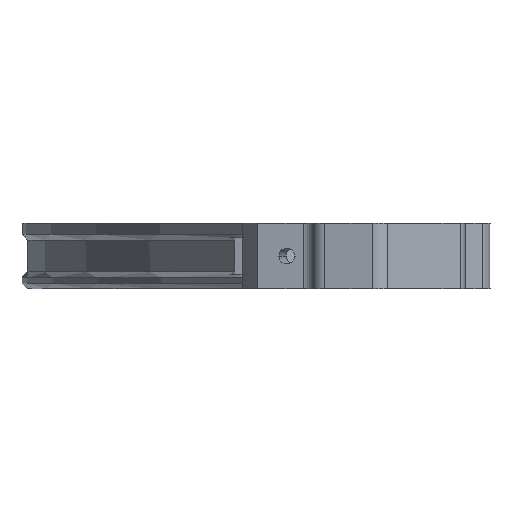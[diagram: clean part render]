
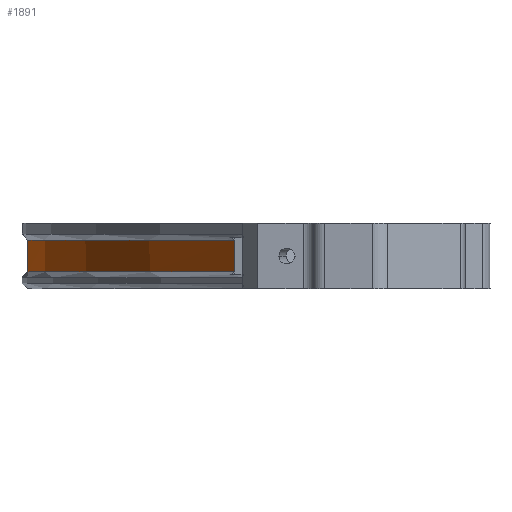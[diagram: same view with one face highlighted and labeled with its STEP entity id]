
A CAD part, front view. The second image highlights one B-rep face of the part: STEP entity #1891.
In plain terms, the highlighted cylindrical face has radius 178.9 mm (diameter 357.8 mm), a partial arc.
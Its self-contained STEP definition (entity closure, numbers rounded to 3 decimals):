
#37 = CARTESIAN_POINT ( 'NONE',  ( -130.741, 118.601, -3.584 ) ) ;
#183 = CARTESIAN_POINT ( 'NONE',  ( 0., -3.513, 4.316 ) ) ;
#271 = ORIENTED_EDGE ( 'NONE', *, *, #2906, .F. ) ;
#291 = ORIENTED_EDGE ( 'NONE', *, *, #1386, .F. ) ;
#322 = FACE_OUTER_BOUND ( 'NONE', #2030, .T. ) ;
#327 = ORIENTED_EDGE ( 'NONE', *, *, #4686, .F. ) ;
#407 = CARTESIAN_POINT ( 'NONE',  ( -130.741, 118.601, 1.416 ) ) ;
#464 = DIRECTION ( 'NONE',  ( 0., 0., 1. ) ) ;
#471 = VERTEX_POINT ( 'NONE', #2278 ) ;
#593 = CIRCLE ( 'NONE', #1415, 178.9 ) ;
#598 = CARTESIAN_POINT ( 'NONE',  ( -141.177, -113.396, 4.766 ) ) ;
#607 = LINE ( 'NONE', #2205, #4648 ) ;
#659 = VECTOR ( 'NONE', #1262, 1000. ) ;
#801 = CARTESIAN_POINT ( 'NONE',  ( -141.177, -113.396, 4.316 ) ) ;
#882 = VERTEX_POINT ( 'NONE', #801 ) ;
#959 = AXIS2_PLACEMENT_3D ( 'NONE', #4724, #3837, #2760 ) ;
#1010 = EDGE_CURVE ( 'NONE', #5009, #471, #3139, .T. ) ;
#1262 = DIRECTION ( 'NONE',  ( 0., 0., 1. ) ) ;
#1271 = DIRECTION ( 'NONE',  ( 0., 1., 0. ) ) ;
#1320 = CIRCLE ( 'NONE', #4251, 178.9 ) ;
#1363 = DIRECTION ( 'NONE',  ( 0., 0., 1. ) ) ;
#1386 = EDGE_CURVE ( 'NONE', #471, #4587, #2477, .T. ) ;
#1415 = AXIS2_PLACEMENT_3D ( 'NONE', #4888, #464, #1271 ) ;
#1452 = DIRECTION ( 'NONE',  ( 0., 0., -1. ) ) ;
#1519 = CYLINDRICAL_SURFACE ( 'NONE', #959, 178.9 ) ;
#1533 = AXIS2_PLACEMENT_3D ( 'NONE', #2459, #3203, #2800 ) ;
#1789 = VERTEX_POINT ( 'NONE', #2312 ) ;
#1891 = ADVANCED_FACE ( 'NONE', ( #322 ), #1519, .T. ) ;
#2001 = VECTOR ( 'NONE', #2247, 1000. ) ;
#2030 = EDGE_LOOP ( 'NONE', ( #5118, #271, #3251, #327, #5076, #291 ) ) ;
#2205 = CARTESIAN_POINT ( 'NONE',  ( -108.454, 138.764, -3.584 ) ) ;
#2247 = DIRECTION ( 'NONE',  ( 0., 0., -1. ) ) ;
#2278 = CARTESIAN_POINT ( 'NONE',  ( -130.741, 118.601, -1.484 ) ) ;
#2312 = CARTESIAN_POINT ( 'NONE',  ( -108.454, 138.764, 1.416 ) ) ;
#2459 = CARTESIAN_POINT ( 'NONE',  ( 0., -3.513, -1.484 ) ) ;
#2472 = CARTESIAN_POINT ( 'NONE',  ( -141.177, -113.396, -1.484 ) ) ;
#2477 = LINE ( 'NONE', #37, #659 ) ;
#2593 = DIRECTION ( 'NONE',  ( 0., 1., 0. ) ) ;
#2760 = DIRECTION ( 'NONE',  ( 0., 1., 0. ) ) ;
#2800 = DIRECTION ( 'NONE',  ( 0., 1., 0. ) ) ;
#2899 = EDGE_CURVE ( 'NONE', #882, #3269, #1320, .T. ) ;
#2906 = EDGE_CURVE ( 'NONE', #882, #5009, #3070, .T. ) ;
#3070 = LINE ( 'NONE', #598, #2001 ) ;
#3139 = CIRCLE ( 'NONE', #1533, 178.9 ) ;
#3203 = DIRECTION ( 'NONE',  ( 0., 0., -1. ) ) ;
#3251 = ORIENTED_EDGE ( 'NONE', *, *, #2899, .T. ) ;
#3269 = VERTEX_POINT ( 'NONE', #3750 ) ;
#3648 = EDGE_CURVE ( 'NONE', #1789, #4587, #593, .T. ) ;
#3750 = CARTESIAN_POINT ( 'NONE',  ( -108.454, 138.764, 4.316 ) ) ;
#3837 = DIRECTION ( 'NONE',  ( 0., 0., -1. ) ) ;
#4251 = AXIS2_PLACEMENT_3D ( 'NONE', #183, #1452, #2593 ) ;
#4587 = VERTEX_POINT ( 'NONE', #407 ) ;
#4648 = VECTOR ( 'NONE', #1363, 1000. ) ;
#4686 = EDGE_CURVE ( 'NONE', #1789, #3269, #607, .T. ) ;
#4724 = CARTESIAN_POINT ( 'NONE',  ( 0., -3.513, -3.584 ) ) ;
#4888 = CARTESIAN_POINT ( 'NONE',  ( 0., -3.513, 1.416 ) ) ;
#5009 = VERTEX_POINT ( 'NONE', #2472 ) ;
#5076 = ORIENTED_EDGE ( 'NONE', *, *, #3648, .T. ) ;
#5118 = ORIENTED_EDGE ( 'NONE', *, *, #1010, .F. ) ;
